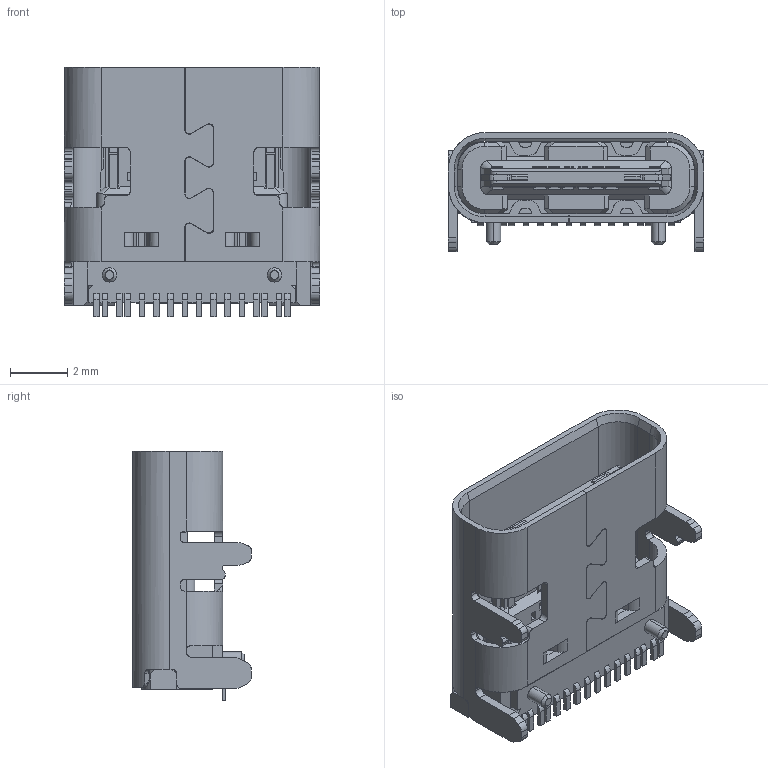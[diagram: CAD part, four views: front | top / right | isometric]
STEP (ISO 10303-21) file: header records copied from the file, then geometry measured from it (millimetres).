
FILE_DESCRIPTION (( 'STEP AP203' ), '1' );
FILE_NAME ('GT-USB-7004A.STEP', '2022-12-15T07:21:29', ( '' ), ( '' ), 'SwSTEP 2.0', 'SolidWorks 2021', '' );
FILE_SCHEMA (( 'CONFIG_CONTROL_DESIGN' ));
Length unit declared in the file: millimetre
Products named in the file (1): GT-USB-7004A
Bounding box: 8.94 x 4.16 x 8.75 mm (x, y, z)
Volume: 114.8 mm3; surface area: 656.4 mm2
Topology: 1 solids, 1 shells, 1450 faces, 4468 edges, 2863 vertices
Faces by surface type: plane 1119, cylinder 304, cone 21, bspline 6
Entity records: 50646 total; most frequent: CARTESIAN_POINT 12767, ORIENTED_EDGE 8936, DIRECTION 6361, EDGE_CURVE 4468, VECTOR 3343, LINE 3343, VERTEX_POINT 2863, AXIS2_PLACEMENT_3D 1509
